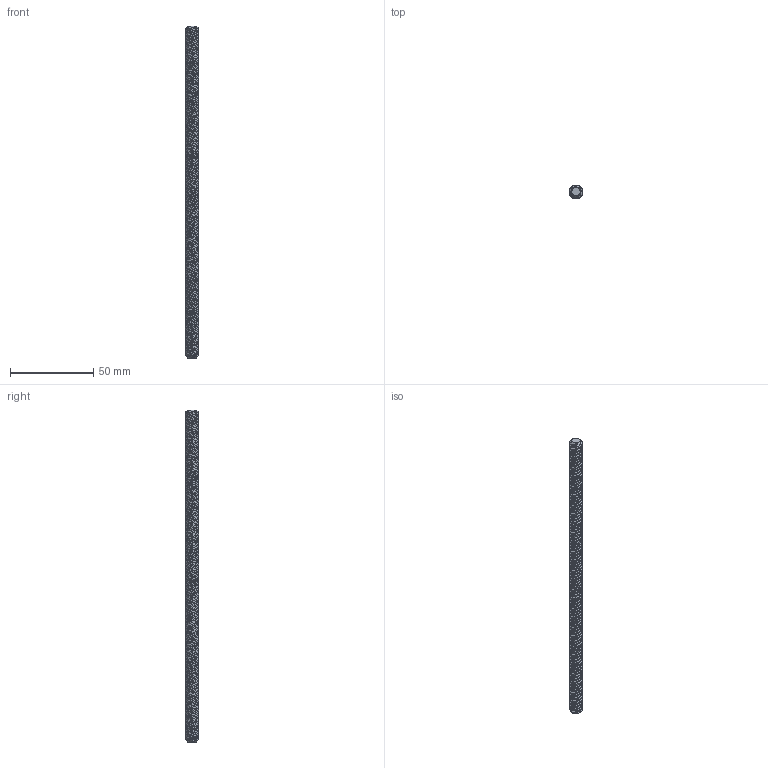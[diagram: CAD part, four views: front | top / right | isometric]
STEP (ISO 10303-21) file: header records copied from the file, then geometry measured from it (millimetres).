
FILE_DESCRIPTION(/* description */ (''),/* implementation_level */ '2;1');
FILE_NAME(/* name */ 'model.step',/* time_stamp */ '2023-08-03T22:32:18-06:00',/* author */ (''),/* organization */ (''),/* preprocessor_version */ 'ST-DEVELOPER v20',/* originating_system */ 'Autodesk Translation Framework v12.9.0.99',/* authorisation */ '');
FILE_SCHEMA (('AUTOMOTIVE_DESIGN { 1 0 10303 214 3 1 1 }'));
Length unit declared in the file: millimetre
Products named in the file (1): (Unsaved)
Bounding box: 8.01 x 8.01 x 200 mm (x, y, z)
Volume: 7802.2 mm3; surface area: 7999.6 mm2
Topology: 1 solids, 1 shells, 221 faces, 655 edges, 436 vertices
Faces by surface type: cylinder 208, bspline 8, cone 3, plane 2
Full cylindrical faces by diameter (mm): 6 x96, 8 x96
Entity records: 20493 total; most frequent: CARTESIAN_POINT 15392, ORIENTED_EDGE 1310, DIRECTION 677, EDGE_CURVE 655, VERTEX_POINT 436, B_SPLINE_CURVE_WITH_KNOTS 429, AXIS2_PLACEMENT_3D 237, FACE_OUTER_BOUND 221
